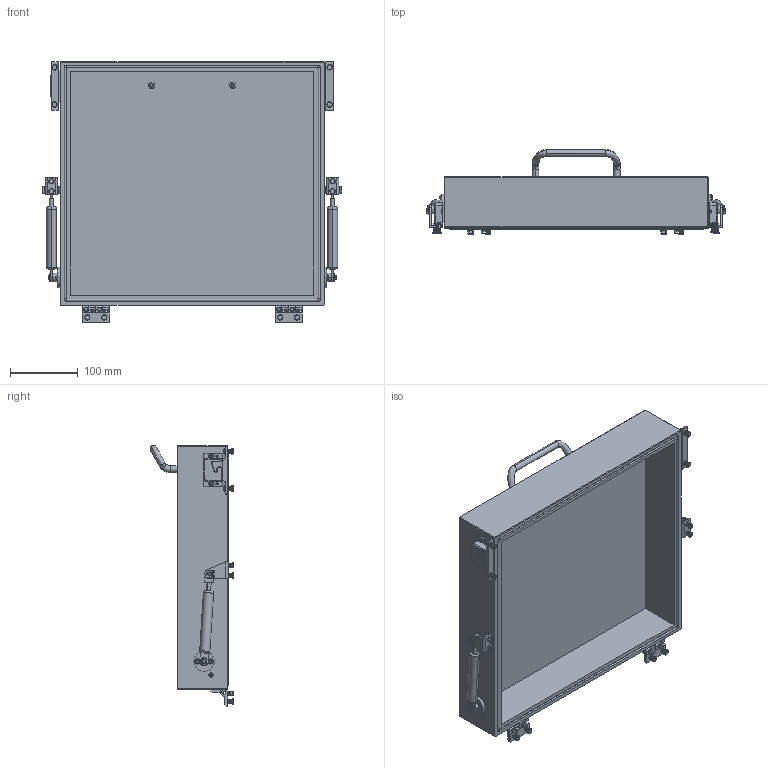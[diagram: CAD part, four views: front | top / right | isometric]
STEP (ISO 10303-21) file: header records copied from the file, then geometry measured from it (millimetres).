
FILE_DESCRIPTION (( 'STEP AP214' ), '1' );
FILE_NAME ('15534~7.STEP', '2018-10-25T06:50:52', ( '' ), ( '' ), 'SwSTEP 2.0', 'SolidWorks 2018', '' );
FILE_SCHEMA (( 'AUTOMOTIVE_DESIGN' ));
Length unit declared in the file: millimetre
Products named in the file (33): 17984~4_090ø<Standard>; 17984_1~2_bearbeitet<Standard>; 15537-2~0; 15311~10; DIN125~n_04,3 M04,0; 15534~7; 2207~0; ISO7380~n_M04,0x008; 17053~2; ISO7380~n_M03,0x010; ISO7380~n_M04,0x010; 4890~1; DIN125~n_03,2 M03,0; 2348_1~0; 8577~0; 2348_4~0; 2621~0; 2497-1~0; 2497-2~0; 2348_2~0; 2833~0_d 5; 5107-Haube-2~0; 16548~0_eingefahren 129,5lang <Standard>; 15536~0; 17984_1~2_ADPbefestigung<Standard>; 17281~0_S; 35805~0_S; 15537-1~0; ISO7380~n_M05,0x020; DIN7991~n_M04,0x010; 2348~0; 2348_3~0; DIN912~n_M04,0x008
Assembly tree (81 placements, depth 3):
  15534~7
    15311~10
    16548~0_eingefahren 129,5lang <Standard>  x2
      2497-1~0
      2497-2~0
    2348~0  x2
      2348_3~0
      2348_4~0
      2348_2~0
      2348_1~0
    17053~2  x2
    2621~0  x4
    8577~0
    17984~4_090ø<Standard>  x2
      17984_1~2_ADPbefestigung<Standard>
      17984_1~2_bearbeitet<Standard>
    5107-Haube-2~0
    15536~0  x2
      15537-1~0
      15537-2~0
    2207~0  x4
    17281~0_S  x4
    4890~1  x12
    35805~0_S  x2
    ISO7380~n_M04,0x008  x4
    DIN125~n_04,3 M04,0  x4
    DIN7991~n_M04,0x010  x4
    2833~0_d 5  x2
    ISO7380~n_M04,0x010  x4
    ISO7380~n_M05,0x020  x2
    DIN912~n_M04,0x008  x4
    ISO7380~n_M03,0x010  x4
    DIN125~n_03,2 M03,0  x4
Bounding box: 442.1 x 124.1 x 385.5 mm (x, y, z)
Volume: 3541956.5 mm3; surface area: 576367.9 mm2
Topology: 93 solids, 93 shells, 3680 faces, 8757 edges, 5664 vertices
Faces by surface type: plane 2158, cylinder 1054, cone 220, torus 168, bspline 80
Entity records: 38855 total; most frequent: CARTESIAN_POINT 7016, DIRECTION 6173, ORIENTED_EDGE 5488, EDGE_CURVE 2744, AXIS2_PLACEMENT_3D 2398, VERTEX_POINT 1763, VECTOR 1377, LINE 1377
